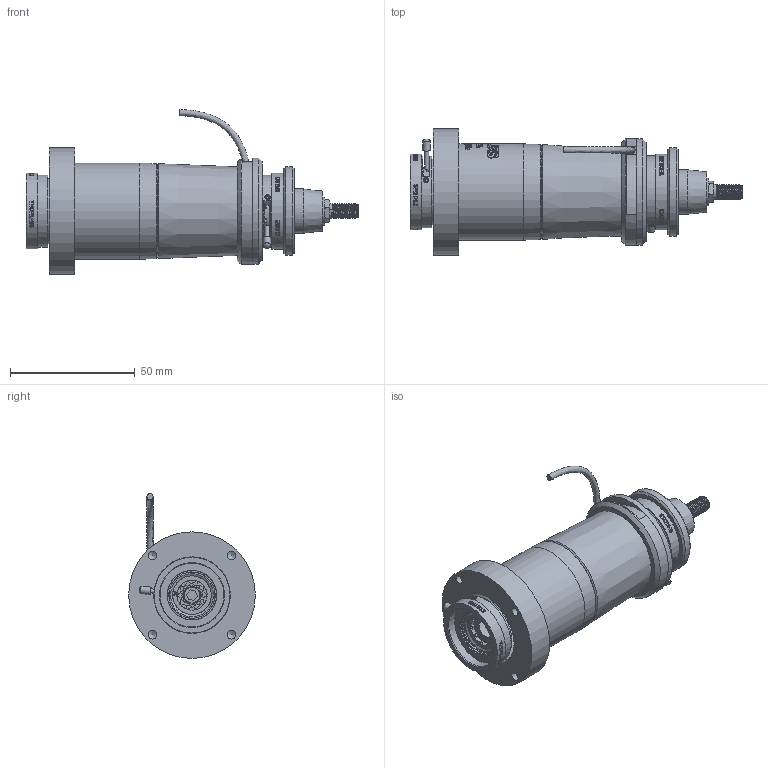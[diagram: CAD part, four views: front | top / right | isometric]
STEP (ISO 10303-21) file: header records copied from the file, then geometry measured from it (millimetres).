
FILE_DESCRIPTION (( 'STEP AP214' ), '1' );
FILE_NAME ('STN051087-E0W.STEP', '2017-11-30T12:35:07', ( 'SEProd' ), ( 'Microsoft' ), 'SwSTEP 2.0', 'SolidWorks 2016', '' );
FILE_SCHEMA (( 'AUTOMOTIVE_DESIGN' ));
Length unit declared in the file: millimetre
Products named in the file (1): STN051087-E0W
Bounding box: 133.21 x 50.8 x 66.16 mm (x, y, z)
Volume: 54472.2 mm3; surface area: 45779.6 mm2
Topology: 41 solids, 41 shells, 1312 faces, 3501 edges, 2435 vertices
Faces by surface type: plane 610, cylinder 346, bspline 284, cone 65, torus 5, sphere 2
Full cylindrical faces by diameter (mm): 1 x1, 1.1 x2, 1.524 x20, 1.6 x2, 1.626 x2, 1.651 x22, 1.676 x20, 2.184 x4, 2.5 x1, 2.87 x1, 2.985 x2, 3.454 x4, 4.596 x1, 5.28 x1, 6.35 x2, 8.255 x2, 9.779 x1, 10.16 x1, 11.15 x1, 12.04 x2, 12.116 x2, 12.7 x2, 12.903 x1, 13.335 x1, 13.589 x1, 13.903 x1, 17.78 x1, 18.491 x2, 18.631 x4, 18.796 x2
Entity records: 84661 total; most frequent: CARTESIAN_POINT 40002, ORIENTED_EDGE 6478, DIRECTION 5143, EDGE_CURVE 3239, VERTEX_POINT 2370, AXIS2_PLACEMENT_3D 2065, EDGE_LOOP 1759, FACE_OUTER_BOUND 1455
